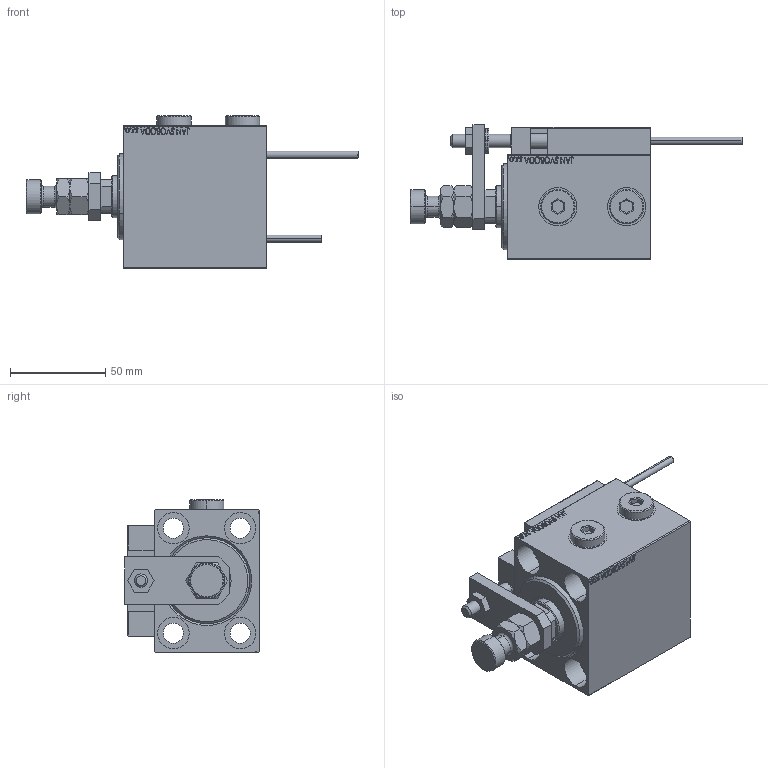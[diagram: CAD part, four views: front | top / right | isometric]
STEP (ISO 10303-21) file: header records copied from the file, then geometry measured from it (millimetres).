
FILE_DESCRIPTION (( 'STEP AP203' ), '1' );
FILE_NAME ('5202.STEP', '2024-02-11T10:34:19', ( '' ), ( '' ), 'SwSTEP 2.0', 'SolidWorks 2019', '' );
FILE_SCHEMA (( 'CONFIG_CONTROL_DESIGN' ));
Length unit declared in the file: millimetre
Products named in the file (17): SWITCH DIM B,W 10bcfcb64604a016c2468f899977aa35; KONCOVKA 10bcfcb64604a016c2468f899977aa35; SWITCH X 10bcfcb64604a016c2468f899977aa35; V450CM_C_Body 10bcfcb64604a016c2468f899977aa35; TYC_L79 10bcfcb64604a016c2468f899977aa35; NUT_D12 10bcfcb64604a016c2468f899977aa35; Zatka_OIL_PORT 10bcfcb64604a016c2468f899977aa35; 5202; Block 10bcfcb64604a016c2468f899977aa35; ALLEN BOLT D5 10bcfcb64604a016c2468f899977aa35; SWITCH_X_FRONT_BACK 10bcfcb64604a016c2468f899977aa35; ZARAZKA 10bcfcb64604a016c2468f899977aa35; V450CM_VC_B 10bcfcb64604a016c2468f899977aa35; V450CM_C_VCP 10bcfcb64604a016c2468f899977aa35; ALLEN BOLT D8 10bcfcb64604a016c2468f899977aa35; MAGNET 10bcfcb64604a016c2468f899977aa35; X_Y_MFA 10bcfcb64604a016c2468f899977aa35
Assembly tree (27 placements, depth 3):
  5202
    V450CM_C_Body 10bcfcb64604a016c2468f899977aa35
    SWITCH X 10bcfcb64604a016c2468f899977aa35
      SWITCH_X_FRONT_BACK 10bcfcb64604a016c2468f899977aa35  x2
      TYC_L79 10bcfcb64604a016c2468f899977aa35
      Block 10bcfcb64604a016c2468f899977aa35  x2
      ALLEN BOLT D5 10bcfcb64604a016c2468f899977aa35  x4
      ALLEN BOLT D8 10bcfcb64604a016c2468f899977aa35  x4
      MAGNET 10bcfcb64604a016c2468f899977aa35  x2
      KONCOVKA 10bcfcb64604a016c2468f899977aa35  x2
    NUT_D12 10bcfcb64604a016c2468f899977aa35
    SWITCH DIM B,W 10bcfcb64604a016c2468f899977aa35
    ZARAZKA 10bcfcb64604a016c2468f899977aa35
    V450CM_C_VCP 10bcfcb64604a016c2468f899977aa35
    V450CM_VC_B 10bcfcb64604a016c2468f899977aa35
    X_Y_MFA 10bcfcb64604a016c2468f899977aa35
    Zatka_OIL_PORT 10bcfcb64604a016c2468f899977aa35  x2
Bounding box: 174 x 70.5 x 79.9 mm (x, y, z)
Volume: 319763.7 mm3; surface area: 90117.7 mm2
Topology: 26 solids, 26 shells, 1388 faces, 3294 edges, 2093 vertices
Faces by surface type: plane 610, bspline 380, cylinder 208, cone 138, torus 48, sphere 4
Entity records: 53157 total; most frequent: CARTESIAN_POINT 26828, ORIENTED_EDGE 5528, DIRECTION 3836, EDGE_CURVE 2764, VERTEX_POINT 1793, LINE 1554, VECTOR 1554, EDGE_LOOP 1289
